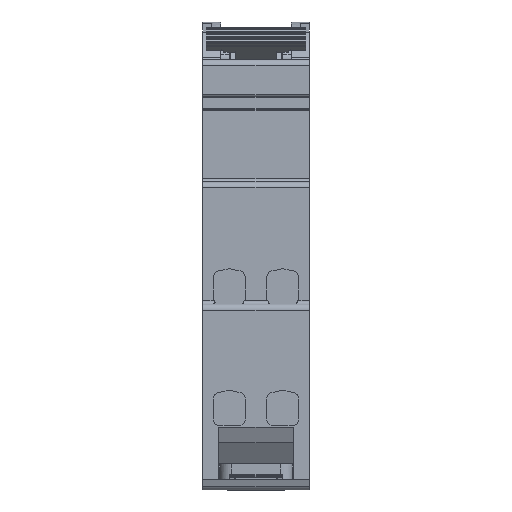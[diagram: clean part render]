
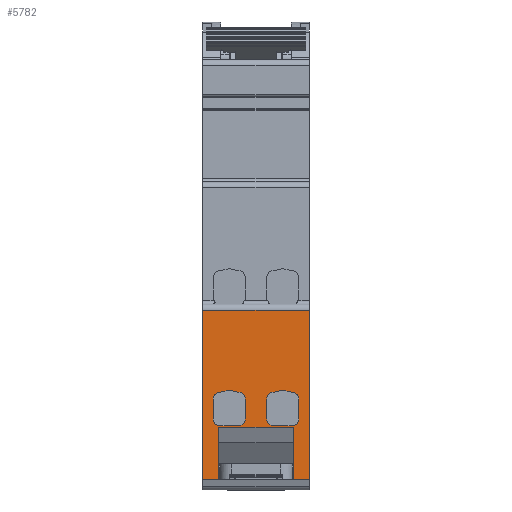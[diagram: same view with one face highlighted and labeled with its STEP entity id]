
A CAD part, front view. The second image highlights one B-rep face of the part: STEP entity #5782.
In plain terms, the highlighted planar face has unit normal (0, -1, 0).
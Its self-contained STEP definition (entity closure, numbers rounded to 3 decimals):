
#5782=ADVANCED_FACE('NONE',(#7530,#7531,#7532),#6540,.T.);
#6540=PLANE('',#20211);
#7102=CIRCLE('',#20203,1.1);
#7103=CIRCLE('',#20204,1.1);
#7104=CIRCLE('',#20205,1.1);
#7105=CIRCLE('',#20206,1.1);
#7106=CIRCLE('',#20207,1.1);
#7107=CIRCLE('',#20208,1.1);
#7108=CIRCLE('',#20209,1.1);
#7109=CIRCLE('',#20210,1.1);
#7530=FACE_BOUND('',#7780,.T.);
#7531=FACE_BOUND('',#7781,.T.);
#7532=FACE_BOUND('',#7782,.T.);
#7780=EDGE_LOOP('',(#9202,#9203,#9204,#9205,#9206,#9207,#9208,#9209,#9210));
#7781=EDGE_LOOP('',(#9211,#9212,#9213,#9214,#9215,#9216,#9217,#9218,#9219));
#7782=EDGE_LOOP('',(#9220,#9221,#9222,#9223,#9224,#9225,#9226,#9227));
#9202=ORIENTED_EDGE('',*,*,#14641,.F.);
#9203=ORIENTED_EDGE('',*,*,#14642,.F.);
#9204=ORIENTED_EDGE('',*,*,#14643,.F.);
#9205=ORIENTED_EDGE('',*,*,#14644,.T.);
#9206=ORIENTED_EDGE('',*,*,#14645,.F.);
#9207=ORIENTED_EDGE('',*,*,#14646,.F.);
#9208=ORIENTED_EDGE('',*,*,#14647,.T.);
#9209=ORIENTED_EDGE('',*,*,#14648,.F.);
#9210=ORIENTED_EDGE('',*,*,#14649,.F.);
#9211=ORIENTED_EDGE('',*,*,#14650,.F.);
#9212=ORIENTED_EDGE('',*,*,#14651,.F.);
#9213=ORIENTED_EDGE('',*,*,#14652,.F.);
#9214=ORIENTED_EDGE('',*,*,#14653,.T.);
#9215=ORIENTED_EDGE('',*,*,#14654,.F.);
#9216=ORIENTED_EDGE('',*,*,#14655,.F.);
#9217=ORIENTED_EDGE('',*,*,#14656,.T.);
#9218=ORIENTED_EDGE('',*,*,#14657,.F.);
#9219=ORIENTED_EDGE('',*,*,#14658,.F.);
#9220=ORIENTED_EDGE('',*,*,#14659,.F.);
#9221=ORIENTED_EDGE('',*,*,#14660,.F.);
#9222=ORIENTED_EDGE('',*,*,#14661,.F.);
#9223=ORIENTED_EDGE('',*,*,#14662,.F.);
#9224=ORIENTED_EDGE('',*,*,#14663,.F.);
#9225=ORIENTED_EDGE('',*,*,#14461,.T.);
#9226=ORIENTED_EDGE('',*,*,#14664,.F.);
#9227=ORIENTED_EDGE('',*,*,#14665,.F.);
#13028=VERTEX_POINT('',#26528);
#13029=VERTEX_POINT('',#26530);
#13186=VERTEX_POINT('',#26906);
#13187=VERTEX_POINT('',#26907);
#13188=VERTEX_POINT('',#26909);
#13189=VERTEX_POINT('',#26911);
#13190=VERTEX_POINT('',#26913);
#13191=VERTEX_POINT('',#26915);
#13192=VERTEX_POINT('',#26917);
#13193=VERTEX_POINT('',#26919);
#13194=VERTEX_POINT('',#26921);
#13195=VERTEX_POINT('',#26924);
#13196=VERTEX_POINT('',#26925);
#13197=VERTEX_POINT('',#26927);
#13198=VERTEX_POINT('',#26929);
#13199=VERTEX_POINT('',#26931);
#13200=VERTEX_POINT('',#26933);
#13201=VERTEX_POINT('',#26935);
#13202=VERTEX_POINT('',#26937);
#13203=VERTEX_POINT('',#26939);
#13204=VERTEX_POINT('',#26942);
#13205=VERTEX_POINT('',#26943);
#13206=VERTEX_POINT('',#26945);
#13207=VERTEX_POINT('',#26947);
#13208=VERTEX_POINT('',#26949);
#13209=VERTEX_POINT('',#26952);
#14461=EDGE_CURVE('NONE',#13029,#13028,#17463,.T.);
#14641=EDGE_CURVE('NONE',#13186,#13187,#17597,.T.);
#14642=EDGE_CURVE('NONE',#13188,#13186,#7102,.T.);
#14643=EDGE_CURVE('NONE',#13189,#13188,#17598,.T.);
#14644=EDGE_CURVE('NONE',#13189,#13190,#7103,.T.);
#14645=EDGE_CURVE('NONE',#13191,#13190,#17599,.T.);
#14646=EDGE_CURVE('NONE',#13192,#13191,#17600,.T.);
#14647=EDGE_CURVE('NONE',#13192,#13193,#7104,.T.);
#14648=EDGE_CURVE('NONE',#13194,#13193,#17601,.T.);
#14649=EDGE_CURVE('NONE',#13187,#13194,#7105,.T.);
#14650=EDGE_CURVE('NONE',#13195,#13196,#17602,.T.);
#14651=EDGE_CURVE('NONE',#13197,#13195,#7106,.T.);
#14652=EDGE_CURVE('NONE',#13198,#13197,#17603,.T.);
#14653=EDGE_CURVE('NONE',#13198,#13199,#7107,.T.);
#14654=EDGE_CURVE('NONE',#13200,#13199,#17604,.T.);
#14655=EDGE_CURVE('NONE',#13201,#13200,#17605,.T.);
#14656=EDGE_CURVE('NONE',#13201,#13202,#7108,.T.);
#14657=EDGE_CURVE('NONE',#13203,#13202,#17606,.T.);
#14658=EDGE_CURVE('NONE',#13196,#13203,#7109,.T.);
#14659=EDGE_CURVE('NONE',#13204,#13205,#17607,.T.);
#14660=EDGE_CURVE('NONE',#13206,#13204,#17608,.T.);
#14661=EDGE_CURVE('NONE',#13207,#13206,#17609,.T.);
#14662=EDGE_CURVE('NONE',#13208,#13207,#17610,.T.);
#14663=EDGE_CURVE('NONE',#13029,#13208,#17611,.T.);
#14664=EDGE_CURVE('NONE',#13209,#13028,#17612,.T.);
#14665=EDGE_CURVE('NONE',#13205,#13209,#17613,.T.);
#17463=LINE('',#26529,#18825);
#17597=LINE('',#26905,#18959);
#17598=LINE('',#26910,#18960);
#17599=LINE('',#26914,#18961);
#17600=LINE('',#26916,#18962);
#17601=LINE('',#26920,#18963);
#17602=LINE('',#26923,#18964);
#17603=LINE('',#26928,#18965);
#17604=LINE('',#26932,#18966);
#17605=LINE('',#26934,#18967);
#17606=LINE('',#26938,#18968);
#17607=LINE('',#26941,#18969);
#17608=LINE('',#26944,#18970);
#17609=LINE('',#26946,#18971);
#17610=LINE('',#26948,#18972);
#17611=LINE('',#26950,#18973);
#17612=LINE('',#26951,#18974);
#17613=LINE('',#26953,#18975);
#18825=VECTOR('',#21680,1.);
#18959=VECTOR('',#21944,1.);
#18960=VECTOR('',#21947,1.);
#18961=VECTOR('',#21950,1.);
#18962=VECTOR('',#21951,1.);
#18963=VECTOR('',#21954,1.);
#18964=VECTOR('',#21957,1.);
#18965=VECTOR('',#21960,1.);
#18966=VECTOR('',#21963,1.);
#18967=VECTOR('',#21964,1.);
#18968=VECTOR('',#21967,1.);
#18969=VECTOR('',#21970,1.);
#18970=VECTOR('',#21971,1.);
#18971=VECTOR('',#21972,1.);
#18972=VECTOR('',#21973,1.);
#18973=VECTOR('',#21974,1.);
#18974=VECTOR('',#21975,1.);
#18975=VECTOR('',#21976,1.);
#20203=AXIS2_PLACEMENT_3D('',#26908,#21945,#21946);
#20204=AXIS2_PLACEMENT_3D('',#26912,#21948,#21949);
#20205=AXIS2_PLACEMENT_3D('',#26918,#21952,#21953);
#20206=AXIS2_PLACEMENT_3D('',#26922,#21955,#21956);
#20207=AXIS2_PLACEMENT_3D('',#26926,#21958,#21959);
#20208=AXIS2_PLACEMENT_3D('',#26930,#21961,#21962);
#20209=AXIS2_PLACEMENT_3D('',#26936,#21965,#21966);
#20210=AXIS2_PLACEMENT_3D('',#26940,#21968,#21969);
#20211=AXIS2_PLACEMENT_3D('',#26954,#21977,#21978);
#21680=DIRECTION('',(0.,0.,-1.));
#21944=DIRECTION('',(1.,0.,0.));
#21945=DIRECTION('',(0.,-1.,0.));
#21946=DIRECTION('',(1.,0.,0.));
#21947=DIRECTION('',(0.,0.,-1.));
#21948=DIRECTION('',(0.,1.,0.));
#21949=DIRECTION('',(1.,0.,0.));
#21950=DIRECTION('',(-0.979,0.,-0.205));
#21951=DIRECTION('',(-0.979,0.,0.205));
#21952=DIRECTION('',(0.,1.,0.));
#21953=DIRECTION('',(1.,0.,0.));
#21954=DIRECTION('',(0.,0.,1.));
#21955=DIRECTION('',(0.,-1.,0.));
#21956=DIRECTION('',(1.,0.,0.));
#21957=DIRECTION('',(1.,0.,0.));
#21958=DIRECTION('',(0.,-1.,0.));
#21959=DIRECTION('',(1.,0.,0.));
#21960=DIRECTION('',(0.,0.,-1.));
#21961=DIRECTION('',(0.,1.,0.));
#21962=DIRECTION('',(1.,0.,0.));
#21963=DIRECTION('',(-0.979,0.,-0.205));
#21964=DIRECTION('',(-0.979,0.,0.205));
#21965=DIRECTION('',(0.,1.,0.));
#21966=DIRECTION('',(1.,0.,0.));
#21967=DIRECTION('',(0.,0.,1.));
#21968=DIRECTION('',(0.,-1.,0.));
#21969=DIRECTION('',(1.,0.,0.));
#21970=DIRECTION('',(-1.,0.,0.));
#21971=DIRECTION('',(0.,0.,1.));
#21972=DIRECTION('',(-1.,0.,0.));
#21973=DIRECTION('',(0.,0.,-1.));
#21974=DIRECTION('',(1.,0.,0.));
#21975=DIRECTION('',(-1.,0.,0.));
#21976=DIRECTION('',(0.,0.,-1.));
#21977=DIRECTION('',(0.,-1.,0.));
#21978=DIRECTION('',(1.,0.,0.));
#26528=CARTESIAN_POINT('',(0.,0.,1.7));
#26529=CARTESIAN_POINT('',(0.,0.,1.7));
#26530=CARTESIAN_POINT('',(0.,0.,29.6));
#26905=CARTESIAN_POINT('',(11.65,0.,10.6));
#26906=CARTESIAN_POINT('',(11.65,0.,10.6));
#26907=CARTESIAN_POINT('',(14.75,0.,10.6));
#26908=CARTESIAN_POINT('',(11.65,0.,11.7));
#26909=CARTESIAN_POINT('',(10.55,0.,11.7));
#26910=CARTESIAN_POINT('',(10.55,0.,34.963));
#26911=CARTESIAN_POINT('',(10.55,0.,14.963));
#26912=CARTESIAN_POINT('',(11.65,0.,14.963));
#26913=CARTESIAN_POINT('',(11.425,0.,16.039));
#26914=CARTESIAN_POINT('',(12.312,0.,16.225));
#26915=CARTESIAN_POINT('',(13.2,0.,16.411));
#26916=CARTESIAN_POINT('',(14.975,0.,16.039));
#26917=CARTESIAN_POINT('',(14.975,0.,16.039));
#26918=CARTESIAN_POINT('',(14.75,0.,14.963));
#26919=CARTESIAN_POINT('',(15.85,0.,14.963));
#26920=CARTESIAN_POINT('',(15.85,0.,31.7));
#26921=CARTESIAN_POINT('',(15.85,0.,11.7));
#26922=CARTESIAN_POINT('',(14.75,0.,11.7));
#26923=CARTESIAN_POINT('',(11.65,0.,10.6));
#26924=CARTESIAN_POINT('',(2.85,0.,10.6));
#26925=CARTESIAN_POINT('',(5.95,0.,10.6));
#26926=CARTESIAN_POINT('',(2.85,0.,11.7));
#26927=CARTESIAN_POINT('',(1.75,0.,11.7));
#26928=CARTESIAN_POINT('',(1.75,0.,34.963));
#26929=CARTESIAN_POINT('',(1.75,0.,14.963));
#26930=CARTESIAN_POINT('',(2.85,0.,14.963));
#26931=CARTESIAN_POINT('',(2.625,0.,16.039));
#26932=CARTESIAN_POINT('',(4.4,0.,16.411));
#26933=CARTESIAN_POINT('',(4.4,0.,16.411));
#26934=CARTESIAN_POINT('',(6.175,0.,16.039));
#26935=CARTESIAN_POINT('',(6.175,0.,16.039));
#26936=CARTESIAN_POINT('',(5.95,0.,14.963));
#26937=CARTESIAN_POINT('',(7.05,0.,14.963));
#26938=CARTESIAN_POINT('',(7.05,0.,23.331));
#26939=CARTESIAN_POINT('',(7.05,0.,11.7));
#26940=CARTESIAN_POINT('',(5.95,0.,11.7));
#26941=CARTESIAN_POINT('',(2.65,0.,10.3));
#26942=CARTESIAN_POINT('',(14.95,0.,10.3));
#26943=CARTESIAN_POINT('',(2.65,0.,10.3));
#26944=CARTESIAN_POINT('',(14.95,0.,1.5));
#26945=CARTESIAN_POINT('',(14.95,0.,1.7));
#26946=CARTESIAN_POINT('',(17.6,0.,1.7));
#26947=CARTESIAN_POINT('',(17.6,0.,1.7));
#26948=CARTESIAN_POINT('',(17.6,0.,5.));
#26949=CARTESIAN_POINT('',(17.6,0.,29.6));
#26950=CARTESIAN_POINT('',(17.6,0.,29.6));
#26951=CARTESIAN_POINT('',(17.6,0.,1.7));
#26952=CARTESIAN_POINT('',(2.65,0.,1.7));
#26953=CARTESIAN_POINT('',(2.65,0.,8.048));
#26954=CARTESIAN_POINT('',(4.8,0.,1.7));
